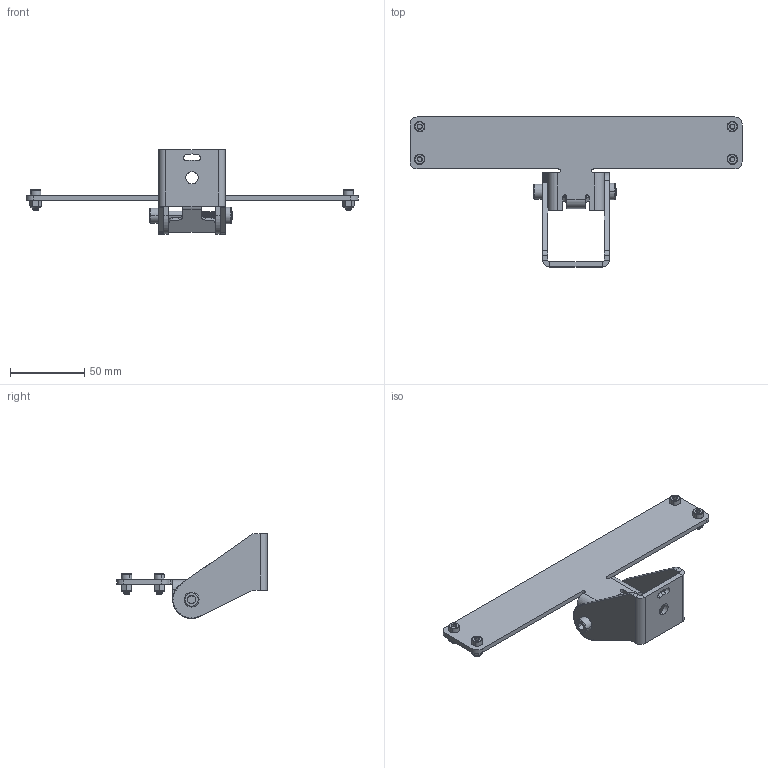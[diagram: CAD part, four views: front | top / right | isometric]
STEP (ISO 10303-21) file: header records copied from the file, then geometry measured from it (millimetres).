
FILE_DESCRIPTION (( 'STEP AP203' ), '1' );
FILE_NAME ('PTU-LK.STEP', '2021-09-07T17:13:32', ( '' ), ( '' ), 'SwSTEP 2.0', 'SolidWorks 2020', '' );
FILE_SCHEMA (( 'CONFIG_CONTROL_DESIGN' ));
Length unit declared in the file: inch
Products named in the file (8): 91292A144_91292A144; PTU-LK; SP-M6-2; 93625A150; 200301; 91292A116; 200300; 200360
Assembly tree (13 placements, depth 3):
  PTU-LK
    200300
      200301
      SP-M6-2
    200360
    91292A144_91292A144
    91292A116  x4
    93625A150  x4
Bounding box: 223.5 x 101.09 x 57.15 mm (x, y, z)
Volume: 53296.3 mm3; surface area: 39519.2 mm2
Topology: 16 solids, 16 shells, 968 faces, 2549 edges, 1632 vertices
Faces by surface type: cylinder 538, plane 243, cone 156, bspline 23, torus 8
Entity records: 24795 total; most frequent: CARTESIAN_POINT 10169, ORIENTED_EDGE 2998, DIRECTION 2795, EDGE_CURVE 1499, AXIS2_PLACEMENT_3D 1026, VERTEX_POINT 966, LINE 743, VECTOR 743
